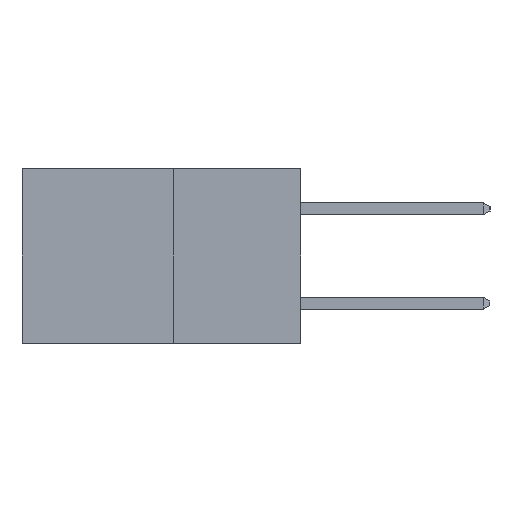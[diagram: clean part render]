
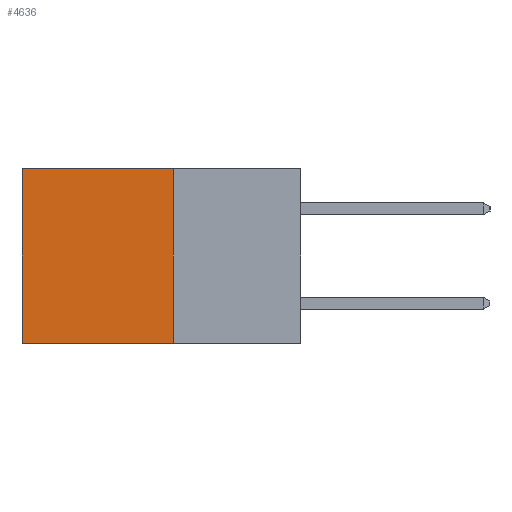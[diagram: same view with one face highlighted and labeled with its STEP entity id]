
A CAD part, left-side view. The second image highlights one B-rep face of the part: STEP entity #4636.
In plain terms, the highlighted planar face has unit normal (-1, 0, 0).
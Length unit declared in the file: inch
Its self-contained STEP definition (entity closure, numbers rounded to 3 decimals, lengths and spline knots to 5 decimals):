
#165 = CARTESIAN_POINT ( 'NONE',  ( 0.277, 0.27, -0.37 ) ) ;
#299 = VECTOR ( 'NONE', #2340, 39.37008 ) ;
#557 = CARTESIAN_POINT ( 'NONE',  ( 0.277, 0.59, -0.37 ) ) ;
#595 = DIRECTION ( 'NONE',  ( 0., 0., -1. ) ) ;
#862 = PLANE ( 'NONE',  #8385 ) ;
#1761 = VECTOR ( 'NONE', #14670, 39.37008 ) ;
#2006 = VECTOR ( 'NONE', #4919, 39.37008 ) ;
#2340 = DIRECTION ( 'NONE',  ( 0., 1., 0. ) ) ;
#2409 = ORIENTED_EDGE ( 'NONE', *, *, #8770, .T. ) ;
#2991 = CARTESIAN_POINT ( 'NONE',  ( 0.277, 0.27, 0. ) ) ;
#4355 = ORIENTED_EDGE ( 'NONE', *, *, #7269, .F. ) ;
#4406 = VERTEX_POINT ( 'NONE', #11950 ) ;
#4432 = CARTESIAN_POINT ( 'NONE',  ( 0.277, 0.27, -0.37 ) ) ;
#4636 = ADVANCED_FACE ( 'NONE', ( #9578 ), #862, .F. ) ;
#4919 = DIRECTION ( 'NONE',  ( 0., 0., -1. ) ) ;
#5134 = VECTOR ( 'NONE', #9272, 39.37008 ) ;
#5422 = CARTESIAN_POINT ( 'NONE',  ( 0.277, 0.59, 0. ) ) ;
#5617 = VERTEX_POINT ( 'NONE', #557 ) ;
#7269 = EDGE_CURVE ( 'NONE', #4406, #8553, #11706, .T. ) ;
#8268 = DIRECTION ( 'NONE',  ( 1., 0., 0. ) ) ;
#8385 = AXIS2_PLACEMENT_3D ( 'NONE', #4432, #8268, #595 ) ;
#8553 = VERTEX_POINT ( 'NONE', #165 ) ;
#8627 = EDGE_LOOP ( 'NONE', ( #12997, #10638, #4355, #2409 ) ) ;
#8770 = EDGE_CURVE ( 'NONE', #4406, #11912, #14500, .T. ) ;
#8979 = EDGE_CURVE ( 'NONE', #8553, #5617, #10297, .T. ) ;
#9247 = EDGE_CURVE ( 'NONE', #11912, #5617, #14329, .T. ) ;
#9272 = DIRECTION ( 'NONE',  ( 0., 0., -1. ) ) ;
#9578 = FACE_OUTER_BOUND ( 'NONE', #8627, .T. ) ;
#9917 = CARTESIAN_POINT ( 'NONE',  ( 0.277, 0.27, -0.37 ) ) ;
#10297 = LINE ( 'NONE', #9917, #299 ) ;
#10385 = CARTESIAN_POINT ( 'NONE',  ( 0.277, 0.59, -0.37 ) ) ;
#10638 = ORIENTED_EDGE ( 'NONE', *, *, #8979, .F. ) ;
#11105 = CARTESIAN_POINT ( 'NONE',  ( 0.277, 0.27, -0.37 ) ) ;
#11706 = LINE ( 'NONE', #11105, #2006 ) ;
#11912 = VERTEX_POINT ( 'NONE', #5422 ) ;
#11950 = CARTESIAN_POINT ( 'NONE',  ( 0.277, 0.27, 0. ) ) ;
#12997 = ORIENTED_EDGE ( 'NONE', *, *, #9247, .T. ) ;
#14329 = LINE ( 'NONE', #10385, #5134 ) ;
#14500 = LINE ( 'NONE', #2991, #1761 ) ;
#14670 = DIRECTION ( 'NONE',  ( 0., 1., 0. ) ) ;
